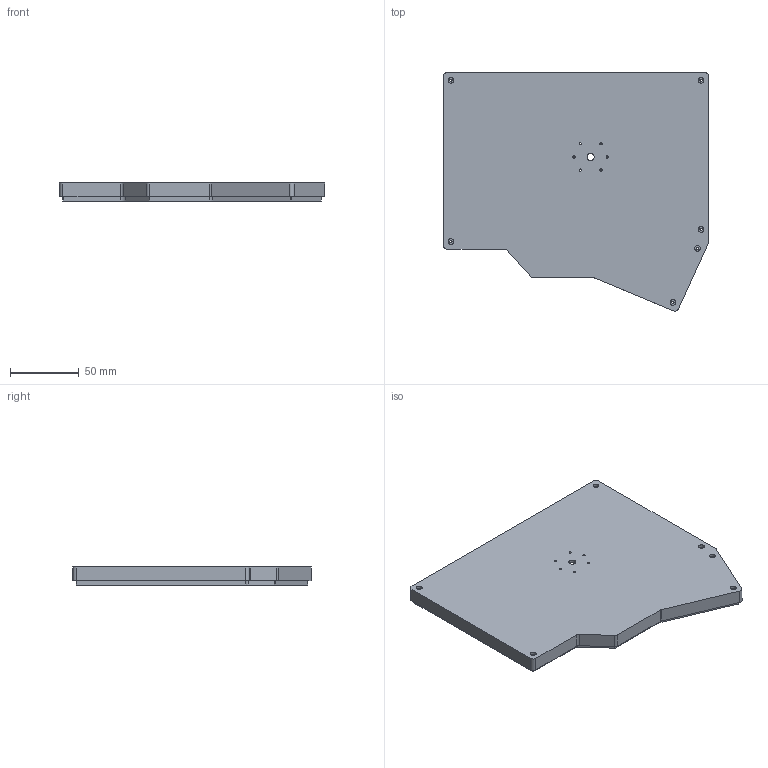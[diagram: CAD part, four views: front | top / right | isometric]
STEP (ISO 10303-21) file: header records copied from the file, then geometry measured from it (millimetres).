
FILE_DESCRIPTION(/* description */ (''),/* implementation_level */ '2;1');
FILE_NAME(/* name */ 'Bottom_Right.step',/* time_stamp */ '2023-03-27T00:46:39+08:00',/* author */ (''),/* organization */ (''),/* preprocessor_version */ 'ST-DEVELOPER v19.2',/* originating_system */ 'Autodesk Translation Framework v11.17.0.187',/* authorisation */ '');
FILE_SCHEMA (('AUTOMOTIVE_DESIGN { 1 0 10303 214 3 1 1 }'));
Length unit declared in the file: millimetre
Products named in the file (1): Bottom_Combined(Mirror) (1)
Bounding box: 192.25 x 172.83 x 13.09 mm (x, y, z)
Volume: 118275.4 mm3; surface area: 70839.5 mm2
Topology: 1 solids, 1 shells, 202 faces, 552 edges, 365 vertices
Faces by surface type: plane 120, cylinder 82
Full cylindrical faces by diameter (mm): 1.623 x12, 4.1 x6, 5.118 x1, 6.2 x6
Entity records: 6493 total; most frequent: DIRECTION 1122, CARTESIAN_POINT 1120, ORIENTED_EDGE 1104, EDGE_CURVE 552, LINE 388, VECTOR 388, AXIS2_PLACEMENT_3D 367, VERTEX_POINT 365
